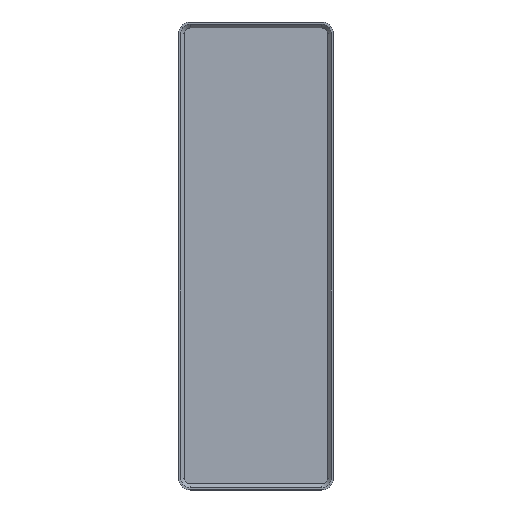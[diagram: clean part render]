
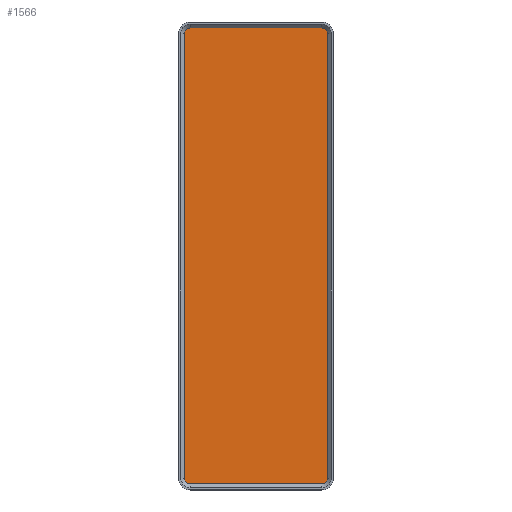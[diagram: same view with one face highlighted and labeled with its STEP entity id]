
A CAD part, top view. The second image highlights one B-rep face of the part: STEP entity #1566.
In plain terms, the highlighted planar face has unit normal (0, 0, 1).
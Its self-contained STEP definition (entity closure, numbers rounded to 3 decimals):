
#76=FACE_OUTER_BOUND('',#181,.T.);
#181=EDGE_LOOP('',(#1041,#1042,#1043,#1044,#1045,#1046,#1047,#1048));
#287=LINE('',#2369,#449);
#288=LINE('',#2373,#450);
#289=LINE('',#2377,#451);
#290=LINE('',#2380,#452);
#449=VECTOR('',#1864,10.);
#450=VECTOR('',#1867,10.);
#451=VECTOR('',#1870,10.);
#452=VECTOR('',#1873,10.);
#611=CIRCLE('',#1687,1.85);
#612=CIRCLE('',#1688,1.85);
#613=CIRCLE('',#1689,1.85);
#614=CIRCLE('',#1690,1.85);
#675=VERTEX_POINT('',#2365);
#676=VERTEX_POINT('',#2366);
#677=VERTEX_POINT('',#2368);
#678=VERTEX_POINT('',#2370);
#679=VERTEX_POINT('',#2372);
#680=VERTEX_POINT('',#2374);
#681=VERTEX_POINT('',#2376);
#682=VERTEX_POINT('',#2378);
#807=EDGE_CURVE('',#675,#676,#611,.T.);
#808=EDGE_CURVE('',#677,#675,#287,.T.);
#809=EDGE_CURVE('',#678,#677,#612,.T.);
#810=EDGE_CURVE('',#679,#678,#288,.T.);
#811=EDGE_CURVE('',#680,#679,#613,.T.);
#812=EDGE_CURVE('',#681,#680,#289,.T.);
#813=EDGE_CURVE('',#681,#682,#614,.T.);
#814=EDGE_CURVE('',#676,#682,#290,.T.);
#1041=ORIENTED_EDGE('',*,*,#807,.F.);
#1042=ORIENTED_EDGE('',*,*,#808,.F.);
#1043=ORIENTED_EDGE('',*,*,#809,.F.);
#1044=ORIENTED_EDGE('',*,*,#810,.F.);
#1045=ORIENTED_EDGE('',*,*,#811,.F.);
#1046=ORIENTED_EDGE('',*,*,#812,.F.);
#1047=ORIENTED_EDGE('',*,*,#813,.T.);
#1048=ORIENTED_EDGE('',*,*,#814,.F.);
#1509=PLANE('',#1686);
#1566=ADVANCED_FACE('',(#76),#1509,.T.);
#1686=AXIS2_PLACEMENT_3D('',#2364,#1860,#1861);
#1687=AXIS2_PLACEMENT_3D('',#2367,#1862,#1863);
#1688=AXIS2_PLACEMENT_3D('',#2371,#1865,#1866);
#1689=AXIS2_PLACEMENT_3D('',#2375,#1868,#1869);
#1690=AXIS2_PLACEMENT_3D('',#2379,#1871,#1872);
#1860=DIRECTION('center_axis',(0.,0.,1.));
#1861=DIRECTION('ref_axis',(1.,0.,0.));
#1862=DIRECTION('center_axis',(0.,0.,-1.));
#1863=DIRECTION('ref_axis',(-0.707,-0.707,0.));
#1864=DIRECTION('',(-1.,0.,0.));
#1865=DIRECTION('center_axis',(0.,0.,-1.));
#1866=DIRECTION('ref_axis',(0.707,-0.707,0.));
#1867=DIRECTION('',(0.,-1.,0.));
#1868=DIRECTION('center_axis',(0.,0.,-1.));
#1869=DIRECTION('ref_axis',(0.707,0.707,0.));
#1870=DIRECTION('',(1.,0.,0.));
#1871=DIRECTION('center_axis',(0.,0.,1.));
#1872=DIRECTION('ref_axis',(-0.707,0.707,0.));
#1873=DIRECTION('',(0.,1.,0.));
#2364=CARTESIAN_POINT('Origin',(24.75,74.75,9.));
#2365=CARTESIAN_POINT('',(3.75,1.9,9.));
#2366=CARTESIAN_POINT('',(1.9,3.75,9.));
#2367=CARTESIAN_POINT('Origin',(3.75,3.75,9.));
#2368=CARTESIAN_POINT('',(45.75,1.9,9.));
#2369=CARTESIAN_POINT('',(35.25,1.9,9.));
#2370=CARTESIAN_POINT('',(47.6,3.75,9.));
#2371=CARTESIAN_POINT('Origin',(45.75,3.75,9.));
#2372=CARTESIAN_POINT('',(47.6,145.75,9.));
#2373=CARTESIAN_POINT('',(47.6,110.25,9.));
#2374=CARTESIAN_POINT('',(45.75,147.6,9.));
#2375=CARTESIAN_POINT('Origin',(45.75,145.75,9.));
#2376=CARTESIAN_POINT('',(3.75,147.6,9.));
#2377=CARTESIAN_POINT('',(14.25,147.6,9.));
#2378=CARTESIAN_POINT('',(1.9,145.75,9.));
#2379=CARTESIAN_POINT('Origin',(3.75,145.75,9.));
#2380=CARTESIAN_POINT('',(1.9,39.25,9.));
